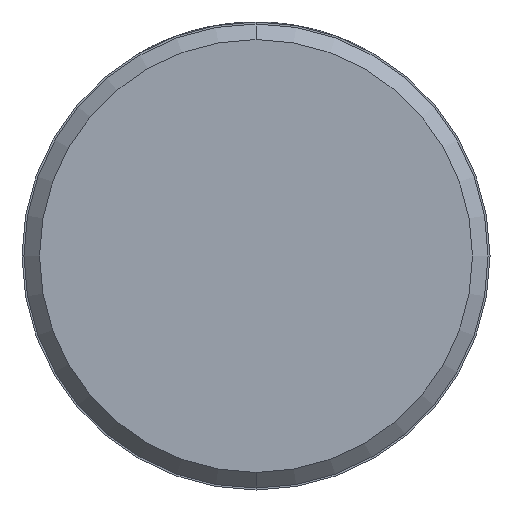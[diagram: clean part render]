
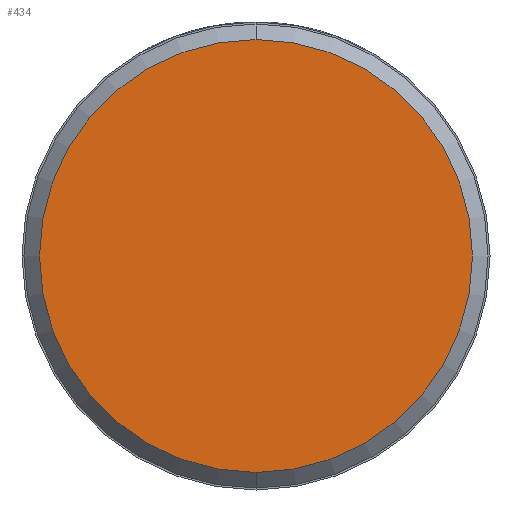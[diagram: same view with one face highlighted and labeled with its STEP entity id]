
A CAD part, front view. The second image highlights one B-rep face of the part: STEP entity #434.
In plain terms, the highlighted planar face has unit normal (0, -1, 0).
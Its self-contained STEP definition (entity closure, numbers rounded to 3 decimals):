
#136 = FACE_OUTER_BOUND ( 'NONE', #2452, .T. ) ;
#434 = ADVANCED_FACE ( 'NONE', ( #136 ), #2917, .F. ) ;
#462 = ORIENTED_EDGE ( 'NONE', *, *, #2440, .T. ) ;
#556 = CIRCLE ( 'NONE', #1606, 27.75 ) ;
#679 = DIRECTION ( 'NONE',  ( 0., 0., 1. ) ) ;
#699 = DIRECTION ( 'NONE',  ( 0., -1., 0. ) ) ;
#761 = VERTEX_POINT ( 'NONE', #1007 ) ;
#840 = VERTEX_POINT ( 'NONE', #1579 ) ;
#1007 = CARTESIAN_POINT ( 'NONE',  ( 0., 0., -27.75 ) ) ;
#1092 = ORIENTED_EDGE ( 'NONE', *, *, #2719, .T. ) ;
#1118 = DIRECTION ( 'NONE',  ( 0., -1., 0. ) ) ;
#1204 = AXIS2_PLACEMENT_3D ( 'NONE', #1993, #2464, #1230 ) ;
#1230 = DIRECTION ( 'NONE',  ( 0., 0., 1. ) ) ;
#1331 = DIRECTION ( 'NONE',  ( 0., 0., 1. ) ) ;
#1579 = CARTESIAN_POINT ( 'NONE',  ( 0., 0., 27.75 ) ) ;
#1606 = AXIS2_PLACEMENT_3D ( 'NONE', #2752, #1118, #1331 ) ;
#1993 = CARTESIAN_POINT ( 'NONE',  ( 0., 0., 0. ) ) ;
#2094 = AXIS2_PLACEMENT_3D ( 'NONE', #3070, #699, #679 ) ;
#2160 = CIRCLE ( 'NONE', #2094, 27.75 ) ;
#2440 = EDGE_CURVE ( 'NONE', #840, #761, #556, .T. ) ;
#2452 = EDGE_LOOP ( 'NONE', ( #462, #1092 ) ) ;
#2464 = DIRECTION ( 'NONE',  ( 0., 1., 0. ) ) ;
#2719 = EDGE_CURVE ( 'NONE', #761, #840, #2160, .T. ) ;
#2752 = CARTESIAN_POINT ( 'NONE',  ( 0., 0., 0. ) ) ;
#2917 = PLANE ( 'NONE',  #1204 ) ;
#3070 = CARTESIAN_POINT ( 'NONE',  ( 0., 0., 0. ) ) ;
